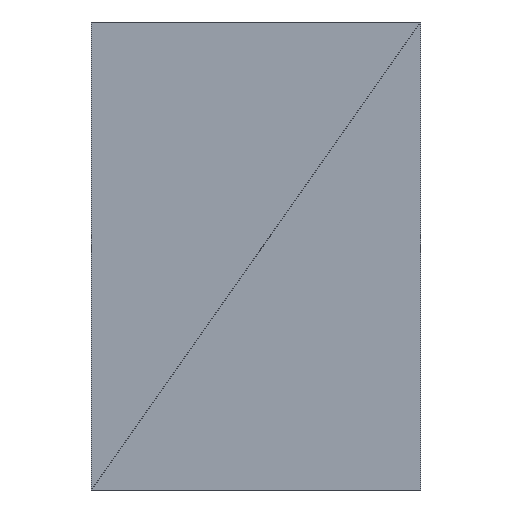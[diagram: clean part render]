
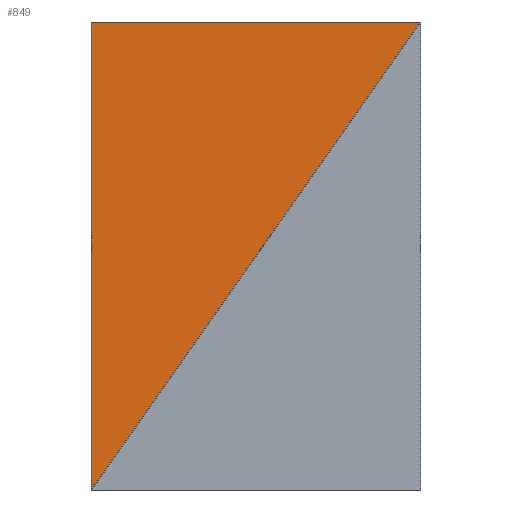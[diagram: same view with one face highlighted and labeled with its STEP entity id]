
A CAD part, left-side view. The second image highlights one B-rep face of the part: STEP entity #849.
In plain terms, the highlighted planar face has unit normal (-1, 0, 0).
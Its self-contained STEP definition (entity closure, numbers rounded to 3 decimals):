
#849=ADVANCED_FACE('',(#850),#876,.F.);
#850=FACE_OUTER_BOUND('',#851,.T.);
#851=EDGE_LOOP('',(#852,#854,#856));
#852=ORIENTED_EDGE('',*,*,#853,.T.);
#853=EDGE_CURVE('',#858,#860,#862,.T.);
#854=ORIENTED_EDGE('',*,*,#855,.T.);
#855=EDGE_CURVE('',#860,#866,#868,.T.);
#856=ORIENTED_EDGE('',*,*,#857,.T.);
#857=EDGE_CURVE('',#866,#858,#872,.T.);
#858=VERTEX_POINT('',#859);
#859=CARTESIAN_POINT('',(-0.525,0.25,0.0));
#860=VERTEX_POINT('',#861);
#861=CARTESIAN_POINT('',(-0.525,0.25,0.711));
#862=LINE('',#863,#864);
#863=CARTESIAN_POINT('',(-0.525,0.25,0.0));
#864=VECTOR('',#865,1.0);
#865=DIRECTION('',(0.0,0.0,-1.0));
#866=VERTEX_POINT('',#867);
#867=CARTESIAN_POINT('',(-0.525,-0.25,0.711));
#868=LINE('',#869,#870);
#869=CARTESIAN_POINT('',(-0.525,0.25,0.711));
#870=VECTOR('',#871,1.0);
#871=DIRECTION('',(0.0,1.0,0.0));
#872=LINE('',#873,#874);
#873=CARTESIAN_POINT('',(-0.525,-0.25,0.711));
#874=VECTOR('',#875,1.0);
#875=DIRECTION('',(0.0,-0.575,0.818));
#876=PLANE('',#877);
#877=AXIS2_PLACEMENT_3D('',#878,#879,#880);
#878=CARTESIAN_POINT('',(-0.525,0.25,0.711));
#879=DIRECTION('',(1.0,0.0,0.0));
#880=DIRECTION('',(0.0,0.575,-0.818));
